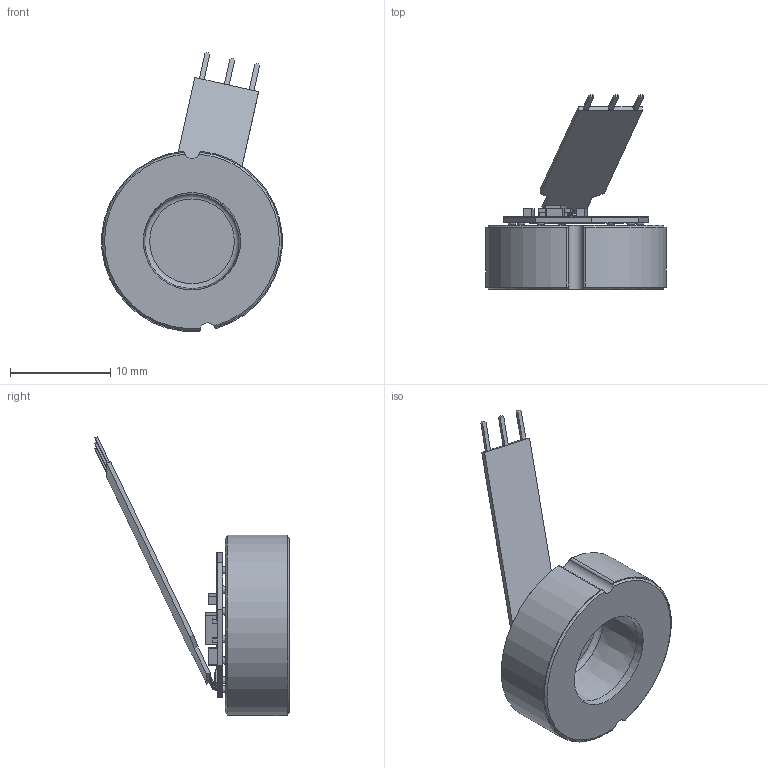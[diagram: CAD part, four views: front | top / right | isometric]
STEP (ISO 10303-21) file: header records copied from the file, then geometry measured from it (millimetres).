
FILE_DESCRIPTION(/* description */ (''),/* implementation_level */ '2;1');
FILE_NAME(/* name */ '513.9120J.stp',/* time_stamp */ '2023-10-18T09:23:49+02:00',/* author */ (''),/* organization */ (''),/* preprocessor_version */ 'ST-DEVELOPER v18.102',/* originating_system */ 'SIEMENS PLM Software NX 2000',/* authorisation */ '');
FILE_SCHEMA (('AUTOMOTIVE_DESIGN { 1 0 10303 214 3 1 1 1 }'));
Length unit declared in the file: millimetre
Products named in the file (1): uch10708415Bpq4x
Bounding box: 17.94 x 19.33 x 27.76 mm (x, y, z)
Volume: 1334.4 mm3; surface area: 1746 mm2
Topology: 1 solids, 1 shells, 298 faces, 829 edges, 555 vertices
Faces by surface type: plane 234, cylinder 51, bspline 7, cone 5, torus 1
Full cylindrical faces by diameter (mm): 0.2 x14, 9.684 x1
Entity records: 11494 total; most frequent: CARTESIAN_POINT 2069, ORIENTED_EDGE 1580, DIRECTION 1390, EDGE_CURVE 790, LINE 566, VECTOR 566, VERTEX_POINT 540, AXIS2_PLACEMENT_3D 412
